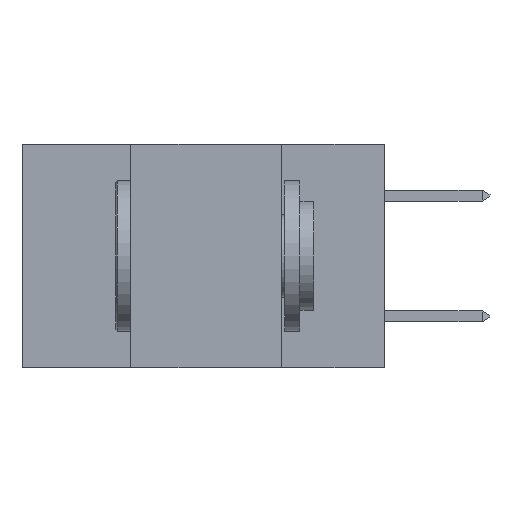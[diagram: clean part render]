
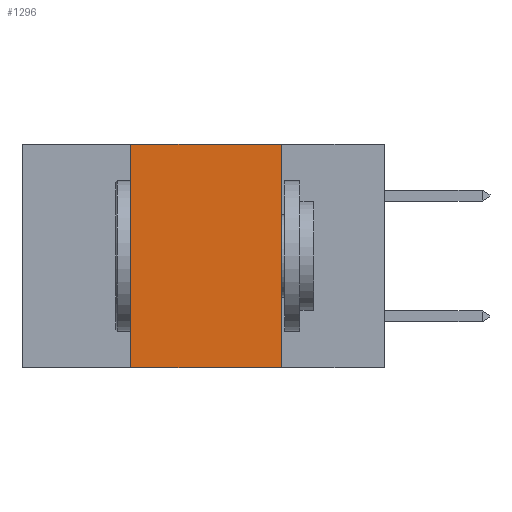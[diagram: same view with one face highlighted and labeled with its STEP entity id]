
A CAD part, left-side view. The second image highlights one B-rep face of the part: STEP entity #1296.
In plain terms, the highlighted planar face has unit normal (-1, 0, 0).
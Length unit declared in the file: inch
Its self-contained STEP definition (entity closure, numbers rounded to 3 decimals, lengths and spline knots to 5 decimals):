
#133 = CARTESIAN_POINT ( 'NONE',  ( 0., 0.17, -0.37 ) ) ;
#778 = LINE ( 'NONE', #13562, #4080 ) ;
#808 = EDGE_CURVE ( 'NONE', #11272, #4723, #4075, .T. ) ;
#1296 = ADVANCED_FACE ( 'NONE', ( #6698 ), #8318, .F. ) ;
#1840 = VECTOR ( 'NONE', #10745, 39.37008 ) ;
#2015 = DIRECTION ( 'NONE',  ( 0., 0., -1. ) ) ;
#2192 = ORIENTED_EDGE ( 'NONE', *, *, #11010, .F. ) ;
#3187 = DIRECTION ( 'NONE',  ( 0., 0., -1. ) ) ;
#4075 = LINE ( 'NONE', #8226, #12367 ) ;
#4080 = VECTOR ( 'NONE', #8198, 39.37008 ) ;
#4723 = VERTEX_POINT ( 'NONE', #4950 ) ;
#4912 = LINE ( 'NONE', #12662, #5087 ) ;
#4950 = CARTESIAN_POINT ( 'NONE',  ( 0., 0.17, 0. ) ) ;
#5087 = VECTOR ( 'NONE', #3187, 39.37008 ) ;
#5166 = DIRECTION ( 'NONE',  ( 0., -1., 0. ) ) ;
#6209 = DIRECTION ( 'NONE',  ( 1., 0., 0. ) ) ;
#6698 = FACE_OUTER_BOUND ( 'NONE', #8090, .T. ) ;
#6793 = AXIS2_PLACEMENT_3D ( 'NONE', #12556, #6209, #2015 ) ;
#6954 = ORIENTED_EDGE ( 'NONE', *, *, #7117, .F. ) ;
#7117 = EDGE_CURVE ( 'NONE', #9928, #11272, #12590, .T. ) ;
#7146 = VERTEX_POINT ( 'NONE', #133 ) ;
#8090 = EDGE_LOOP ( 'NONE', ( #2192, #9241, #6954, #10168 ) ) ;
#8198 = DIRECTION ( 'NONE',  ( 0., -1., 0. ) ) ;
#8226 = CARTESIAN_POINT ( 'NONE',  ( 0., 0.6, 0. ) ) ;
#8318 = PLANE ( 'NONE',  #6793 ) ;
#8768 = CARTESIAN_POINT ( 'NONE',  ( 0., 0.42, 0. ) ) ;
#9241 = ORIENTED_EDGE ( 'NONE', *, *, #808, .F. ) ;
#9928 = VERTEX_POINT ( 'NONE', #11190 ) ;
#10168 = ORIENTED_EDGE ( 'NONE', *, *, #10860, .T. ) ;
#10745 = DIRECTION ( 'NONE',  ( 0., 0., 1. ) ) ;
#10860 = EDGE_CURVE ( 'NONE', #9928, #7146, #778, .T. ) ;
#11010 = EDGE_CURVE ( 'NONE', #4723, #7146, #4912, .T. ) ;
#11190 = CARTESIAN_POINT ( 'NONE',  ( 0., 0.42, -0.37 ) ) ;
#11272 = VERTEX_POINT ( 'NONE', #13261 ) ;
#12367 = VECTOR ( 'NONE', #5166, 39.37008 ) ;
#12556 = CARTESIAN_POINT ( 'NONE',  ( 0., 0.6, 0. ) ) ;
#12590 = LINE ( 'NONE', #8768, #1840 ) ;
#12662 = CARTESIAN_POINT ( 'NONE',  ( 0., 0.17, 0. ) ) ;
#13261 = CARTESIAN_POINT ( 'NONE',  ( 0., 0.42, 0. ) ) ;
#13562 = CARTESIAN_POINT ( 'NONE',  ( 0., 0.6, -0.37 ) ) ;
